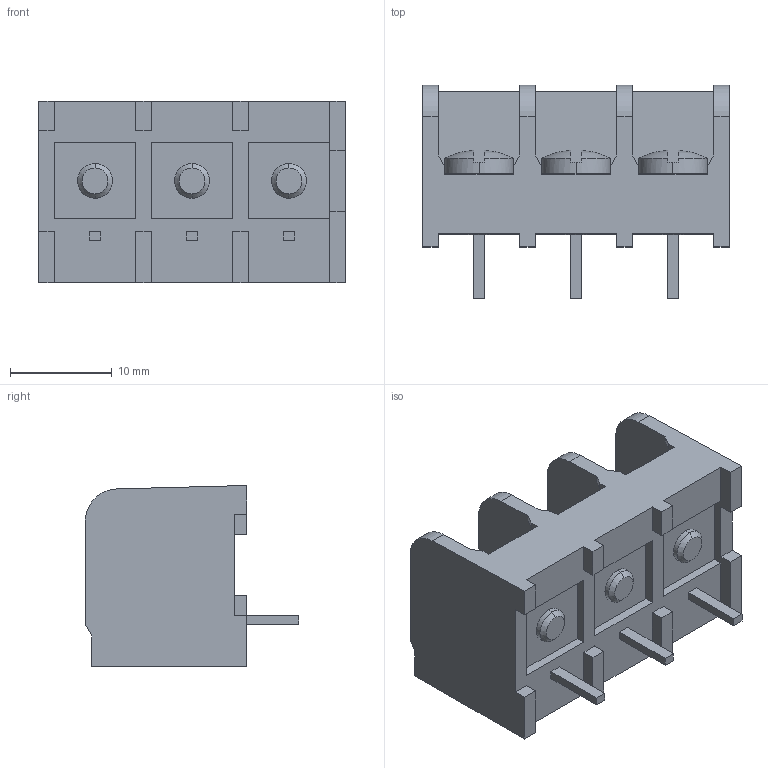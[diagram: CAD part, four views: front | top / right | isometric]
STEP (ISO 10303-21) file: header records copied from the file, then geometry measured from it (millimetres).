
FILE_DESCRIPTION((''),'2;1');
FILE_NAME('C-5-1437652-5','2017-06-30T',('workeradm'),('Tyco Electronics Ltd.'),'CREO PARAMETRIC BY PTC INC, 2016050','CREO PARAMETRIC BY PTC INC, 2016050','');
FILE_SCHEMA(('AUTOMOTIVE_DESIGN { 1 0 10303 214 1 1 1 1 }'));
Length unit declared in the file: millimetre
Products named in the file (1): C-5-1437652-5
Bounding box: 30.12 x 20.95 x 17.78 mm (x, y, z)
Volume: 4775.2 mm3; surface area: 3758.9 mm2
Topology: 1 solids, 1 shells, 222 faces, 600 edges, 394 vertices
Faces by surface type: plane 188, cylinder 22, cone 6, sphere 6
Entity records: 7044 total; most frequent: CARTESIAN_POINT 1218, ORIENTED_EDGE 1200, DIRECTION 1112, EDGE_CURVE 600, VECTOR 532, LINE 532, VERTEX_POINT 394, AXIS2_PLACEMENT_3D 290
